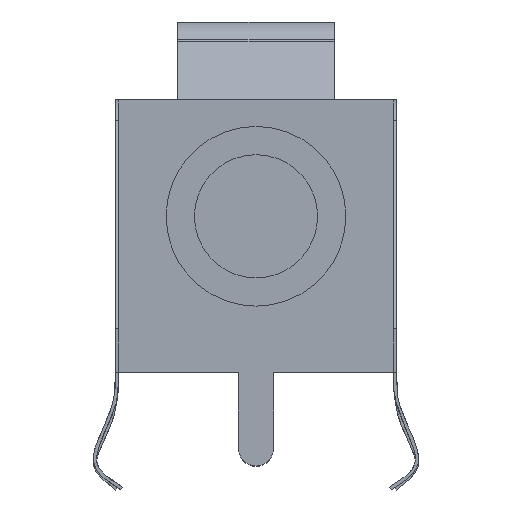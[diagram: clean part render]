
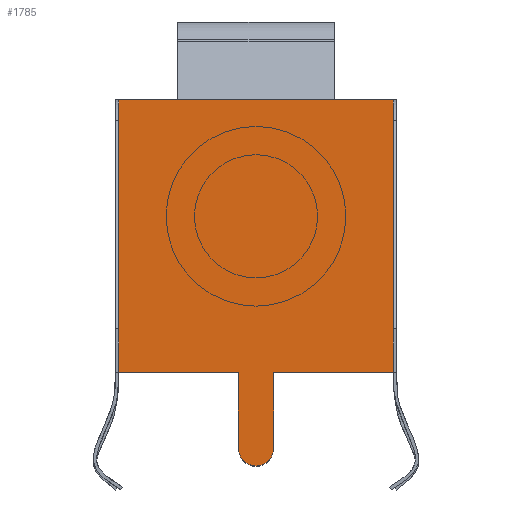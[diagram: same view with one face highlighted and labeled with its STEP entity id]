
A CAD part, left-side view. The second image highlights one B-rep face of the part: STEP entity #1785.
In plain terms, the highlighted planar face has unit normal (-1, 0, 0).
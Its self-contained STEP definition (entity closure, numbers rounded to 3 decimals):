
#78=CIRCLE('',#1924,0.57);
#134=PLANE('',#1923);
#225=FACE_OUTER_BOUND('',#319,.T.);
#319=EDGE_LOOP('',(#1626,#1627,#1628,#1629,#1630,#1631,#1632,#1633));
#489=LINE('',#3295,#691);
#516=LINE('',#3361,#718);
#518=LINE('',#3364,#720);
#519=LINE('',#3366,#721);
#520=LINE('',#3368,#722);
#521=LINE('',#3372,#723);
#522=LINE('',#3373,#724);
#691=VECTOR('',#2288,10.);
#718=VECTOR('',#2349,10.);
#720=VECTOR('',#2353,10.);
#721=VECTOR('',#2354,10.);
#722=VECTOR('',#2355,10.);
#723=VECTOR('',#2358,10.);
#724=VECTOR('',#2359,10.);
#893=VERTEX_POINT('',#3292);
#894=VERTEX_POINT('',#3294);
#915=VERTEX_POINT('',#3358);
#916=VERTEX_POINT('',#3360);
#917=VERTEX_POINT('',#3365);
#918=VERTEX_POINT('',#3367);
#919=VERTEX_POINT('',#3369);
#920=VERTEX_POINT('',#3371);
#1130=EDGE_CURVE('',#894,#893,#489,.T.);
#1163=EDGE_CURVE('',#916,#915,#516,.T.);
#1165=EDGE_CURVE('',#893,#916,#518,.T.);
#1166=EDGE_CURVE('',#915,#917,#519,.T.);
#1167=EDGE_CURVE('',#917,#918,#520,.T.);
#1168=EDGE_CURVE('',#918,#919,#78,.T.);
#1169=EDGE_CURVE('',#919,#920,#521,.T.);
#1170=EDGE_CURVE('',#920,#894,#522,.T.);
#1626=ORIENTED_EDGE('',*,*,#1130,.T.);
#1627=ORIENTED_EDGE('',*,*,#1165,.T.);
#1628=ORIENTED_EDGE('',*,*,#1163,.T.);
#1629=ORIENTED_EDGE('',*,*,#1166,.T.);
#1630=ORIENTED_EDGE('',*,*,#1167,.T.);
#1631=ORIENTED_EDGE('',*,*,#1168,.T.);
#1632=ORIENTED_EDGE('',*,*,#1169,.T.);
#1633=ORIENTED_EDGE('',*,*,#1170,.T.);
#1785=ADVANCED_FACE('',(#225),#134,.F.);
#1923=AXIS2_PLACEMENT_3D('',#3363,#2351,#2352);
#1924=AXIS2_PLACEMENT_3D('',#3370,#2356,#2357);
#2288=DIRECTION('',(0.,0.,1.));
#2349=DIRECTION('',(0.,0.,-1.));
#2351=DIRECTION('center_axis',(1.,0.,0.));
#2352=DIRECTION('ref_axis',(0.,1.,0.));
#2353=DIRECTION('',(0.,1.,0.));
#2354=DIRECTION('',(0.,-1.,0.));
#2355=DIRECTION('',(0.,0.,-1.));
#2356=DIRECTION('center_axis',(-1.,0.,0.));
#2357=DIRECTION('ref_axis',(0.,-1.,0.));
#2358=DIRECTION('',(0.,0.,1.));
#2359=DIRECTION('',(0.,-1.,0.));
#3292=CARTESIAN_POINT('',(-23.29,-4.465,8.88));
#3294=CARTESIAN_POINT('',(-23.29,-4.465,0.));
#3295=CARTESIAN_POINT('',(-23.29,-4.465,3.68));
#3358=CARTESIAN_POINT('',(-23.29,4.465,0.));
#3360=CARTESIAN_POINT('',(-23.29,4.465,8.88));
#3361=CARTESIAN_POINT('',(-23.29,4.465,3.68));
#3363=CARTESIAN_POINT('Origin',(-23.29,0.,2.92));
#3364=CARTESIAN_POINT('',(-23.29,-4.565,8.88));
#3365=CARTESIAN_POINT('',(-23.29,0.57,0.));
#3366=CARTESIAN_POINT('',(-23.29,4.565,0.));
#3367=CARTESIAN_POINT('',(-23.29,0.57,-2.47));
#3368=CARTESIAN_POINT('',(-23.29,0.57,0.));
#3369=CARTESIAN_POINT('',(-23.29,-0.57,-2.47));
#3370=CARTESIAN_POINT('Origin',(-23.29,0.,-2.47));
#3371=CARTESIAN_POINT('',(-23.29,-0.57,0.));
#3372=CARTESIAN_POINT('',(-23.29,-0.57,-2.47));
#3373=CARTESIAN_POINT('',(-23.29,4.565,0.));
